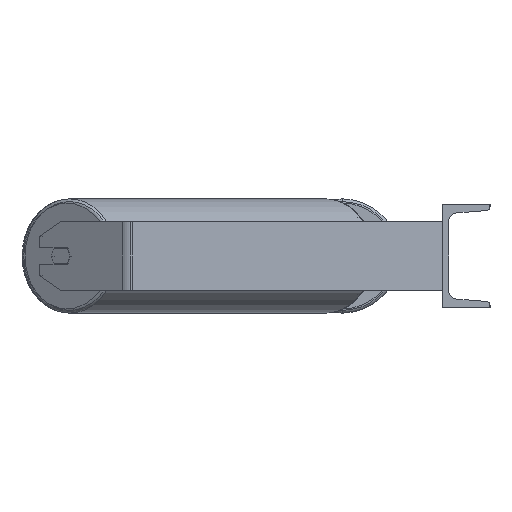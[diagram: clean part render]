
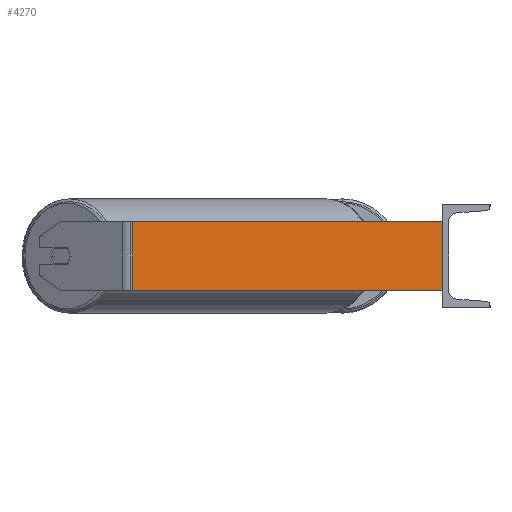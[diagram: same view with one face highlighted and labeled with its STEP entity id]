
A CAD part, left-side view. The second image highlights one B-rep face of the part: STEP entity #4270.
In plain terms, the highlighted planar face has unit normal (-0.996, -0.087, 0).
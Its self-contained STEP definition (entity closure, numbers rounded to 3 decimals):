
#178 = CARTESIAN_POINT ( 'NONE',  ( -817.157, 367.561, 40. ) ) ;
#604 = ORIENTED_EDGE ( 'NONE', *, *, #1887, .F. ) ;
#658 = EDGE_CURVE ( 'NONE', #8608, #1999, #4482, .T. ) ;
#1064 = LINE ( 'NONE', #6709, #3793 ) ;
#1598 = VECTOR ( 'NONE', #8412, 1000. ) ;
#1727 = DIRECTION ( 'NONE',  ( 0., 0., -1. ) ) ;
#1744 = DIRECTION ( 'NONE',  ( -0.087, 0.996, 0. ) ) ;
#1798 = EDGE_LOOP ( 'NONE', ( #3069, #2063, #604, #8331 ) ) ;
#1887 = EDGE_CURVE ( 'NONE', #8608, #7579, #1064, .T. ) ;
#1999 = VERTEX_POINT ( 'NONE', #8830 ) ;
#2063 = ORIENTED_EDGE ( 'NONE', *, *, #4875, .F. ) ;
#2476 = DIRECTION ( 'NONE',  ( 0.087, -0.996, 0. ) ) ;
#2495 = LINE ( 'NONE', #3852, #8258 ) ;
#2680 = VECTOR ( 'NONE', #1727, 1000. ) ;
#3069 = ORIENTED_EDGE ( 'NONE', *, *, #6452, .T. ) ;
#3793 = VECTOR ( 'NONE', #2476, 1000. ) ;
#3852 = CARTESIAN_POINT ( 'NONE',  ( -785., 0., 40. ) ) ;
#3917 = CARTESIAN_POINT ( 'NONE',  ( -816.65, 361.76, 40. ) ) ;
#4270 = ADVANCED_FACE ( 'NONE', ( #7309 ), #6594, .F. ) ;
#4482 = LINE ( 'NONE', #8713, #2680 ) ;
#4875 = EDGE_CURVE ( 'NONE', #7579, #7494, #2495, .T. ) ;
#5146 = CARTESIAN_POINT ( 'NONE',  ( -785., 0., 40. ) ) ;
#5485 = DIRECTION ( 'NONE',  ( 0., 0., -1. ) ) ;
#5638 = CARTESIAN_POINT ( 'NONE',  ( -817.157, 367.561, -40. ) ) ;
#6452 = EDGE_CURVE ( 'NONE', #1999, #7494, #8455, .T. ) ;
#6594 = PLANE ( 'NONE',  #7683 ) ;
#6709 = CARTESIAN_POINT ( 'NONE',  ( -817.157, 367.561, 40. ) ) ;
#6965 = CARTESIAN_POINT ( 'NONE',  ( -785., 0., -40. ) ) ;
#7309 = FACE_OUTER_BOUND ( 'NONE', #1798, .T. ) ;
#7494 = VERTEX_POINT ( 'NONE', #6965 ) ;
#7579 = VERTEX_POINT ( 'NONE', #5146 ) ;
#7683 = AXIS2_PLACEMENT_3D ( 'NONE', #178, #8783, #1744 ) ;
#8258 = VECTOR ( 'NONE', #5485, 1000. ) ;
#8331 = ORIENTED_EDGE ( 'NONE', *, *, #658, .T. ) ;
#8412 = DIRECTION ( 'NONE',  ( 0.087, -0.996, 0. ) ) ;
#8455 = LINE ( 'NONE', #5638, #1598 ) ;
#8608 = VERTEX_POINT ( 'NONE', #3917 ) ;
#8713 = CARTESIAN_POINT ( 'NONE',  ( -816.65, 361.76, 40. ) ) ;
#8783 = DIRECTION ( 'NONE',  ( 0.996, 0.087, 0. ) ) ;
#8830 = CARTESIAN_POINT ( 'NONE',  ( -816.65, 361.76, -40. ) ) ;
